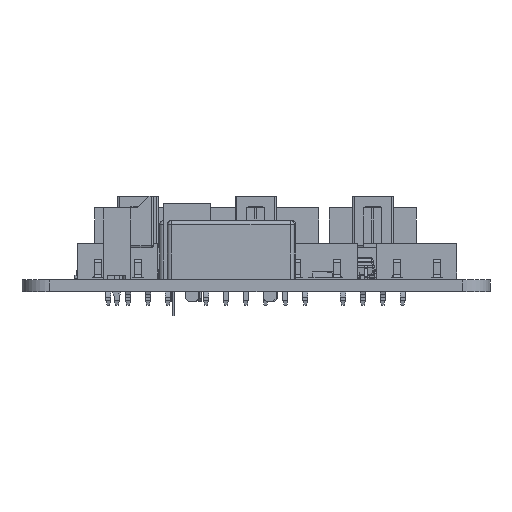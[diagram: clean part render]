
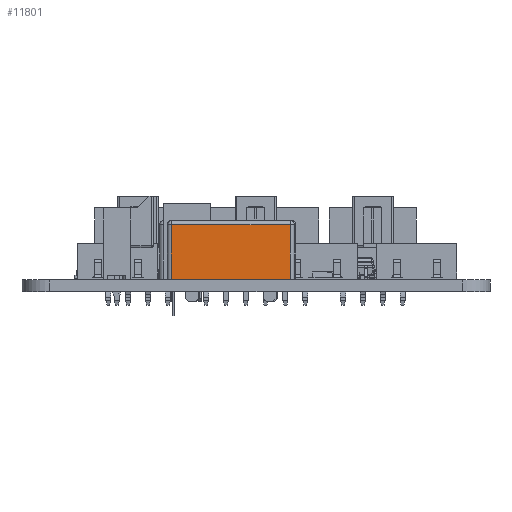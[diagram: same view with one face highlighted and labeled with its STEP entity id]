
A CAD part, left-side view. The second image highlights one B-rep face of the part: STEP entity #11801.
In plain terms, the highlighted face is planar.
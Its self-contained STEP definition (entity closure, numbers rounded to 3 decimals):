
#11539 = VERTEX_POINT('',#11540);
#11540 = CARTESIAN_POINT('',(7.493,0.,-3.366));
#11590 = VERTEX_POINT('',#11591);
#11591 = CARTESIAN_POINT('',(-7.493,0.,-3.366));
#11598 = EDGE_CURVE('',#11539,#11590,#11599,.T.);
#11599 = LINE('',#11600,#11601);
#11600 = CARTESIAN_POINT('',(7.493,0.,-3.366));
#11601 = VECTOR('',#11602,1.);
#11602 = DIRECTION('',(-1.,0.,0.));
#11773 = EDGE_CURVE('',#11774,#11539,#11776,.T.);
#11774 = VERTEX_POINT('',#11775);
#11775 = CARTESIAN_POINT('',(7.493,6.858,-3.366));
#11776 = LINE('',#11777,#11778);
#11777 = CARTESIAN_POINT('',(7.493,7.366,-3.366));
#11778 = VECTOR('',#11779,1.);
#11779 = DIRECTION('',(-0.,-1.,-0.));
#11801 = ADVANCED_FACE('',(#11802),#11820,.F.);
#11802 = FACE_BOUND('',#11803,.T.);
#11803 = EDGE_LOOP('',(#11804,#11812,#11818,#11819));
#11804 = ORIENTED_EDGE('',*,*,#11805,.F.);
#11805 = EDGE_CURVE('',#11806,#11590,#11808,.T.);
#11806 = VERTEX_POINT('',#11807);
#11807 = CARTESIAN_POINT('',(-7.493,6.858,-3.366));
#11808 = LINE('',#11809,#11810);
#11809 = CARTESIAN_POINT('',(-7.493,7.366,-3.366));
#11810 = VECTOR('',#11811,1.);
#11811 = DIRECTION('',(-0.,-1.,-0.));
#11812 = ORIENTED_EDGE('',*,*,#11813,.T.);
#11813 = EDGE_CURVE('',#11806,#11774,#11814,.T.);
#11814 = LINE('',#11815,#11816);
#11815 = CARTESIAN_POINT('',(7.493,6.858,-3.366));
#11816 = VECTOR('',#11817,1.);
#11817 = DIRECTION('',(1.,-0.,0.));
#11818 = ORIENTED_EDGE('',*,*,#11773,.T.);
#11819 = ORIENTED_EDGE('',*,*,#11598,.T.);
#11820 = PLANE('',#11821);
#11821 = AXIS2_PLACEMENT_3D('',#11822,#11823,#11824);
#11822 = CARTESIAN_POINT('',(7.493,7.366,-3.366));
#11823 = DIRECTION('',(0.,-0.,1.));
#11824 = DIRECTION('',(1.,0.,0.));
